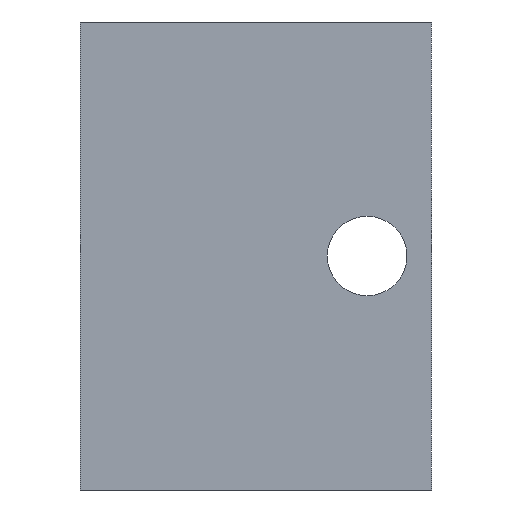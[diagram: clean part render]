
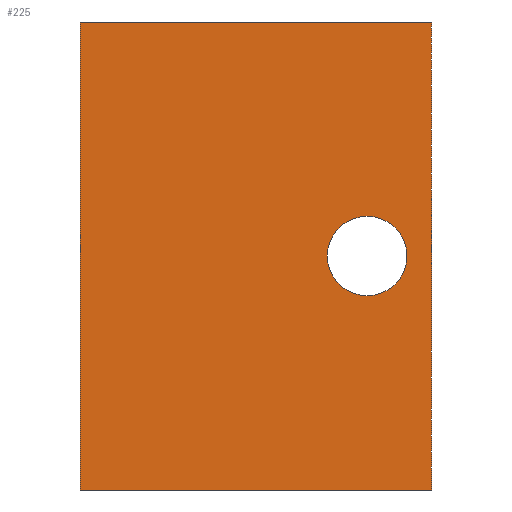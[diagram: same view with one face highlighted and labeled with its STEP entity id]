
A CAD part, left-side view. The second image highlights one B-rep face of the part: STEP entity #225.
In plain terms, the highlighted planar face has unit normal (-1, 0, 0).
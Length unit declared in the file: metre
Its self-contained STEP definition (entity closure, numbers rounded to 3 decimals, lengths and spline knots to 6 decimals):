
#15=CIRCLE('',#253,0.0017);
#39=ORIENTED_EDGE('',*,*,#90,.F.);
#40=ORIENTED_EDGE('',*,*,#83,.T.);
#41=ORIENTED_EDGE('',*,*,#91,.T.);
#42=ORIENTED_EDGE('',*,*,#74,.T.);
#43=ORIENTED_EDGE('',*,*,#89,.F.);
#74=EDGE_CURVE('',#102,#103,#122,.T.);
#83=EDGE_CURVE('',#112,#110,#131,.T.);
#89=EDGE_CURVE('',#112,#103,#136,.T.);
#90=EDGE_CURVE('',#115,#115,#15,.T.);
#91=EDGE_CURVE('',#110,#102,#137,.T.);
#102=VERTEX_POINT('',#327);
#103=VERTEX_POINT('',#328);
#110=VERTEX_POINT('',#344);
#112=VERTEX_POINT('',#347);
#115=VERTEX_POINT('',#360);
#122=LINE('',#326,#146);
#131=LINE('',#346,#155);
#136=LINE('',#357,#160);
#137=LINE('',#361,#161);
#146=VECTOR('',#268,1.);
#155=VECTOR('',#279,1.);
#160=VECTOR('',#290,1.);
#161=VECTOR('',#295,1.);
#176=EDGE_LOOP('',(#39));
#177=EDGE_LOOP('',(#40,#41,#42,#43));
#196=FACE_BOUND('',#176,.T.);
#197=FACE_BOUND('',#177,.T.);
#214=PLANE('',#252);
#225=ADVANCED_FACE('',(#196,#197),#214,.F.);
#252=AXIS2_PLACEMENT_3D('',#358,#291,#292);
#253=AXIS2_PLACEMENT_3D('',#359,#293,#294);
#268=DIRECTION('',(0.,0.,1.));
#279=DIRECTION('',(0.,0.,-1.));
#290=DIRECTION('',(0.,-1.,0.));
#291=DIRECTION('',(1.,0.,0.));
#292=DIRECTION('',(0.,1.,0.));
#293=DIRECTION('',(-1.,0.,0.));
#294=DIRECTION('',(0.,0.,1.));
#295=DIRECTION('',(0.,-1.,0.));
#326=CARTESIAN_POINT('',(-0.005,-0.015,0.02));
#327=CARTESIAN_POINT('',(-0.005,-0.015,0.02));
#328=CARTESIAN_POINT('',(-0.005,-0.015,0.04));
#344=CARTESIAN_POINT('',(-0.005,0.,0.02));
#346=CARTESIAN_POINT('',(-0.005,0.,0.02));
#347=CARTESIAN_POINT('',(-0.005,0.,0.04));
#357=CARTESIAN_POINT('',(-0.005,-0.0075,0.04));
#358=CARTESIAN_POINT('',(-0.005,-0.0075,0.02));
#359=CARTESIAN_POINT('',(-0.005,-0.01225,0.03));
#360=CARTESIAN_POINT('',(-0.005,-0.01225,0.0317));
#361=CARTESIAN_POINT('',(-0.005,-0.0075,0.02));
